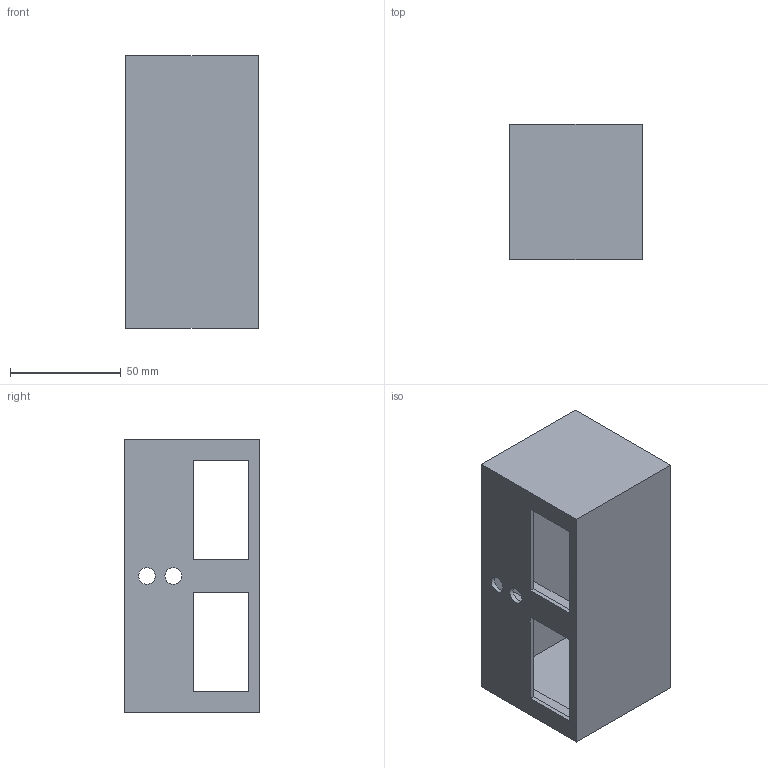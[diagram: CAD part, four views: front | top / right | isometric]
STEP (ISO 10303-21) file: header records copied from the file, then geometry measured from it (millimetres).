
FILE_DESCRIPTION(('STEP AP214'), '1');
FILE_NAME('front', '2022-10-17T14:50:58', (''), (''), 'ASCON STEP Converter 1.3', 'ASCON Math Kernel', '');
FILE_SCHEMA(('AUTOMOTIVE_DESIGN { 1 0 10303 214 3 1 1}'));
Length unit declared in the file: millimetre
Bounding box: 60 x 61 x 123 mm (x, y, z)
Volume: 33187.9 mm3; surface area: 56978.8 mm2
Topology: 1 solids, 1 shells, 47 faces, 126 edges, 84 vertices
Faces by surface type: plane 45, cylinder 2
Full cylindrical faces by diameter (mm): 7.534 x2
Entity records: 1865 total; most frequent: CARTESIAN_POINT 256, ORIENTED_EDGE 248, DIRECTION 224, EDGE_CURVE 124, LINE 120, VECTOR 120, VERTEX_POINT 84, EDGE_LOOP 60
